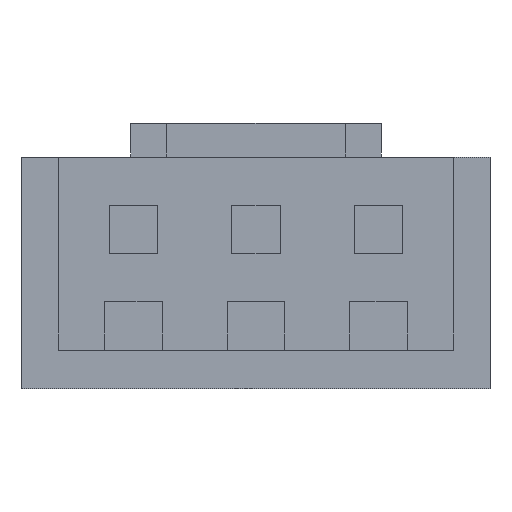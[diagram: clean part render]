
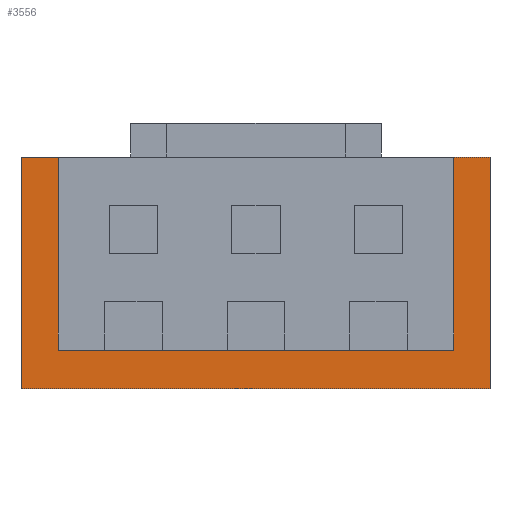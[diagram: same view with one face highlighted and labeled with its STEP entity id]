
A CAD part, front view. The second image highlights one B-rep face of the part: STEP entity #3556.
In plain terms, the highlighted planar face has unit normal (0, -1, 0).
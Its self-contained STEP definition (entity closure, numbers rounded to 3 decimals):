
#3242 = VERTEX_POINT('',#3243);
#3243 = CARTESIAN_POINT('',(-4.85,-0.7,2.));
#3250 = PLANE('',#3251);
#3251 = AXIS2_PLACEMENT_3D('',#3252,#3253,#3254);
#3252 = CARTESIAN_POINT('',(-4.85,0.,2.));
#3253 = DIRECTION('',(0.,0.,1.));
#3254 = DIRECTION('',(1.,0.,0.));
#3262 = PLANE('',#3263);
#3263 = AXIS2_PLACEMENT_3D('',#3264,#3265,#3266);
#3264 = CARTESIAN_POINT('',(-4.85,0.,-2.8));
#3265 = DIRECTION('',(-1.,0.,0.));
#3266 = DIRECTION('',(0.,0.,1.));
#3274 = EDGE_CURVE('',#3242,#3275,#3277,.T.);
#3275 = VERTEX_POINT('',#3276);
#3276 = CARTESIAN_POINT('',(4.85,-0.7,2.));
#3277 = SURFACE_CURVE('',#3278,(#3282,#3289),.PCURVE_S1.);
#3278 = LINE('',#3279,#3280);
#3279 = CARTESIAN_POINT('',(-4.85,-0.7,2.));
#3280 = VECTOR('',#3281,1.);
#3281 = DIRECTION('',(1.,0.,0.));
#3282 = PCURVE('',#3250,#3283);
#3283 = DEFINITIONAL_REPRESENTATION('',(#3284),#3288);
#3284 = LINE('',#3285,#3286);
#3285 = CARTESIAN_POINT('',(0.,-0.7));
#3286 = VECTOR('',#3287,1.);
#3287 = DIRECTION('',(1.,0.));
#3288 = ( GEOMETRIC_REPRESENTATION_CONTEXT(2) 
PARAMETRIC_REPRESENTATION_CONTEXT() REPRESENTATION_CONTEXT('2D SPACE',''
  ) );
#3289 = PCURVE('',#3290,#3295);
#3290 = PLANE('',#3291);
#3291 = AXIS2_PLACEMENT_3D('',#3292,#3293,#3294);
#3292 = CARTESIAN_POINT('',(0.,-0.7,-0.4));
#3293 = DIRECTION('',(0.,1.,0.));
#3294 = DIRECTION('',(0.,0.,1.));
#3295 = DEFINITIONAL_REPRESENTATION('',(#3296),#3300);
#3296 = LINE('',#3297,#3298);
#3297 = CARTESIAN_POINT('',(2.4,-4.85));
#3298 = VECTOR('',#3299,1.);
#3299 = DIRECTION('',(0.,1.));
#3300 = ( GEOMETRIC_REPRESENTATION_CONTEXT(2) 
PARAMETRIC_REPRESENTATION_CONTEXT() REPRESENTATION_CONTEXT('2D SPACE',''
  ) );
#3318 = PLANE('',#3319);
#3319 = AXIS2_PLACEMENT_3D('',#3320,#3321,#3322);
#3320 = CARTESIAN_POINT('',(4.85,0.,2.));
#3321 = DIRECTION('',(1.,0.,0.));
#3322 = DIRECTION('',(0.,0.,-1.));
#3360 = EDGE_CURVE('',#3275,#3361,#3363,.T.);
#3361 = VERTEX_POINT('',#3362);
#3362 = CARTESIAN_POINT('',(4.85,-0.7,-2.8));
#3363 = SURFACE_CURVE('',#3364,(#3368,#3375),.PCURVE_S1.);
#3364 = LINE('',#3365,#3366);
#3365 = CARTESIAN_POINT('',(4.85,-0.7,2.));
#3366 = VECTOR('',#3367,1.);
#3367 = DIRECTION('',(0.,0.,-1.));
#3368 = PCURVE('',#3318,#3369);
#3369 = DEFINITIONAL_REPRESENTATION('',(#3370),#3374);
#3370 = LINE('',#3371,#3372);
#3371 = CARTESIAN_POINT('',(0.,-0.7));
#3372 = VECTOR('',#3373,1.);
#3373 = DIRECTION('',(1.,0.));
#3374 = ( GEOMETRIC_REPRESENTATION_CONTEXT(2) 
PARAMETRIC_REPRESENTATION_CONTEXT() REPRESENTATION_CONTEXT('2D SPACE',''
  ) );
#3375 = PCURVE('',#3290,#3376);
#3376 = DEFINITIONAL_REPRESENTATION('',(#3377),#3381);
#3377 = LINE('',#3378,#3379);
#3378 = CARTESIAN_POINT('',(2.4,4.85));
#3379 = VECTOR('',#3380,1.);
#3380 = DIRECTION('',(-1.,0.));
#3381 = ( GEOMETRIC_REPRESENTATION_CONTEXT(2) 
PARAMETRIC_REPRESENTATION_CONTEXT() REPRESENTATION_CONTEXT('2D SPACE',''
  ) );
#3399 = PLANE('',#3400);
#3400 = AXIS2_PLACEMENT_3D('',#3401,#3402,#3403);
#3401 = CARTESIAN_POINT('',(4.85,0.,-2.8));
#3402 = DIRECTION('',(0.,0.,-1.));
#3403 = DIRECTION('',(-1.,0.,0.));
#3436 = EDGE_CURVE('',#3361,#3437,#3439,.T.);
#3437 = VERTEX_POINT('',#3438);
#3438 = CARTESIAN_POINT('',(-4.85,-0.7,-2.8));
#3439 = SURFACE_CURVE('',#3440,(#3444,#3451),.PCURVE_S1.);
#3440 = LINE('',#3441,#3442);
#3441 = CARTESIAN_POINT('',(4.85,-0.7,-2.8));
#3442 = VECTOR('',#3443,1.);
#3443 = DIRECTION('',(-1.,0.,0.));
#3444 = PCURVE('',#3399,#3445);
#3445 = DEFINITIONAL_REPRESENTATION('',(#3446),#3450);
#3446 = LINE('',#3447,#3448);
#3447 = CARTESIAN_POINT('',(0.,-0.7));
#3448 = VECTOR('',#3449,1.);
#3449 = DIRECTION('',(1.,0.));
#3450 = ( GEOMETRIC_REPRESENTATION_CONTEXT(2) 
PARAMETRIC_REPRESENTATION_CONTEXT() REPRESENTATION_CONTEXT('2D SPACE',''
  ) );
#3451 = PCURVE('',#3290,#3452);
#3452 = DEFINITIONAL_REPRESENTATION('',(#3453),#3457);
#3453 = LINE('',#3454,#3455);
#3454 = CARTESIAN_POINT('',(-2.4,4.85));
#3455 = VECTOR('',#3456,1.);
#3456 = DIRECTION('',(0.,-1.));
#3457 = ( GEOMETRIC_REPRESENTATION_CONTEXT(2) 
PARAMETRIC_REPRESENTATION_CONTEXT() REPRESENTATION_CONTEXT('2D SPACE',''
  ) );
#3507 = EDGE_CURVE('',#3437,#3242,#3508,.T.);
#3508 = SURFACE_CURVE('',#3509,(#3513,#3520),.PCURVE_S1.);
#3509 = LINE('',#3510,#3511);
#3510 = CARTESIAN_POINT('',(-4.85,-0.7,-2.8));
#3511 = VECTOR('',#3512,1.);
#3512 = DIRECTION('',(0.,0.,1.));
#3513 = PCURVE('',#3262,#3514);
#3514 = DEFINITIONAL_REPRESENTATION('',(#3515),#3519);
#3515 = LINE('',#3516,#3517);
#3516 = CARTESIAN_POINT('',(0.,-0.7));
#3517 = VECTOR('',#3518,1.);
#3518 = DIRECTION('',(1.,0.));
#3519 = ( GEOMETRIC_REPRESENTATION_CONTEXT(2) 
PARAMETRIC_REPRESENTATION_CONTEXT() REPRESENTATION_CONTEXT('2D SPACE',''
  ) );
#3520 = PCURVE('',#3290,#3521);
#3521 = DEFINITIONAL_REPRESENTATION('',(#3522),#3526);
#3522 = LINE('',#3523,#3524);
#3523 = CARTESIAN_POINT('',(-2.4,-4.85));
#3524 = VECTOR('',#3525,1.);
#3525 = DIRECTION('',(1.,0.));
#3526 = ( GEOMETRIC_REPRESENTATION_CONTEXT(2) 
PARAMETRIC_REPRESENTATION_CONTEXT() REPRESENTATION_CONTEXT('2D SPACE',''
  ) );
#3556 = ADVANCED_FACE('',(#3557),#3290,.F.);
#3557 = FACE_BOUND('',#3558,.F.);
#3558 = EDGE_LOOP('',(#3559,#3560,#3561,#3562));
#3559 = ORIENTED_EDGE('',*,*,#3274,.T.);
#3560 = ORIENTED_EDGE('',*,*,#3360,.T.);
#3561 = ORIENTED_EDGE('',*,*,#3436,.T.);
#3562 = ORIENTED_EDGE('',*,*,#3507,.T.);
